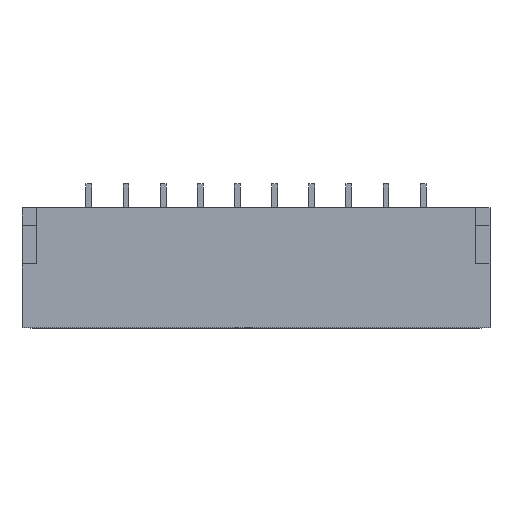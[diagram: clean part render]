
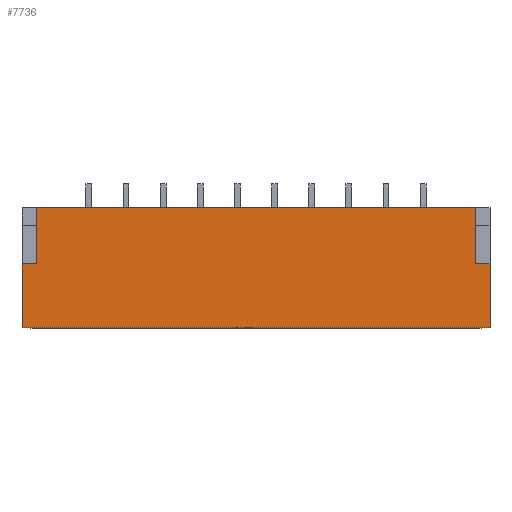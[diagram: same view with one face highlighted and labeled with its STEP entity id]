
A CAD part, top view. The second image highlights one B-rep face of the part: STEP entity #7736.
In plain terms, the highlighted planar face has unit normal (0, 0, 1).
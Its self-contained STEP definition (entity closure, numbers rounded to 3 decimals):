
#355 = PLANE('',#356);
#356 = AXIS2_PLACEMENT_3D('',#357,#358,#359);
#357 = CARTESIAN_POINT('',(-7.875,-2.75,0.15));
#358 = DIRECTION('',(1.,0.,0.));
#359 = DIRECTION('',(0.,1.,0.));
#383 = PLANE('',#384);
#384 = AXIS2_PLACEMENT_3D('',#385,#386,#387);
#385 = CARTESIAN_POINT('',(7.875,1.3,1.1));
#386 = DIRECTION('',(0.,-1.,0.));
#387 = DIRECTION('',(1.,0.,0.));
#411 = PLANE('',#412);
#412 = AXIS2_PLACEMENT_3D('',#413,#414,#415);
#413 = CARTESIAN_POINT('',(7.875,-2.75,0.15));
#414 = DIRECTION('',(1.,0.,0.));
#415 = DIRECTION('',(0.,1.,0.));
#2741 = VERTEX_POINT('',#2742);
#2742 = CARTESIAN_POINT('',(7.875,-0.6,4.4));
#2756 = PLANE('',#2757);
#2757 = AXIS2_PLACEMENT_3D('',#2758,#2759,#2760);
#2758 = CARTESIAN_POINT('',(7.375,-0.6,3.75));
#2759 = DIRECTION('',(0.,-1.,0.));
#2760 = DIRECTION('',(1.,0.,0.));
#2768 = EDGE_CURVE('',#2741,#2769,#2771,.T.);
#2769 = VERTEX_POINT('',#2770);
#2770 = CARTESIAN_POINT('',(7.875,-2.75,4.4));
#2771 = SURFACE_CURVE('',#2772,(#2776,#2783),.PCURVE_S1.);
#2772 = LINE('',#2773,#2774);
#2773 = CARTESIAN_POINT('',(7.875,1.3,4.4));
#2774 = VECTOR('',#2775,1.);
#2775 = DIRECTION('',(0.,-1.,0.));
#2776 = PCURVE('',#411,#2777);
#2777 = DEFINITIONAL_REPRESENTATION('',(#2778),#2782);
#2778 = LINE('',#2779,#2780);
#2779 = CARTESIAN_POINT('',(4.05,4.25));
#2780 = VECTOR('',#2781,1.);
#2781 = DIRECTION('',(-1.,0.));
#2782 = ( GEOMETRIC_REPRESENTATION_CONTEXT(2) 
PARAMETRIC_REPRESENTATION_CONTEXT() REPRESENTATION_CONTEXT('2D SPACE',''
  ) );
#2783 = PCURVE('',#2784,#2789);
#2784 = PLANE('',#2785);
#2785 = AXIS2_PLACEMENT_3D('',#2786,#2787,#2788);
#2786 = CARTESIAN_POINT('',(7.875,1.3,4.4));
#2787 = DIRECTION('',(0.,0.,-1.));
#2788 = DIRECTION('',(0.,1.,0.));
#2789 = DEFINITIONAL_REPRESENTATION('',(#2790),#2794);
#2790 = LINE('',#2791,#2792);
#2791 = CARTESIAN_POINT('',(0.,0.));
#2792 = VECTOR('',#2793,1.);
#2793 = DIRECTION('',(-1.,0.));
#2794 = ( GEOMETRIC_REPRESENTATION_CONTEXT(2) 
PARAMETRIC_REPRESENTATION_CONTEXT() REPRESENTATION_CONTEXT('2D SPACE',''
  ) );
#2812 = PLANE('',#2813);
#2813 = AXIS2_PLACEMENT_3D('',#2814,#2815,#2816);
#2814 = CARTESIAN_POINT('',(7.875,-2.75,4.4));
#2815 = DIRECTION('',(0.,1.,0.));
#2816 = DIRECTION('',(0.,0.,1.));
#5215 = VERTEX_POINT('',#5216);
#5216 = CARTESIAN_POINT('',(-7.375,1.3,4.4));
#5230 = PLANE('',#5231);
#5231 = AXIS2_PLACEMENT_3D('',#5232,#5233,#5234);
#5232 = CARTESIAN_POINT('',(-7.375,1.3,2.15));
#5233 = DIRECTION('',(1.,0.,0.));
#5234 = DIRECTION('',(0.,-1.,0.));
#5242 = EDGE_CURVE('',#5243,#5215,#5245,.T.);
#5243 = VERTEX_POINT('',#5244);
#5244 = CARTESIAN_POINT('',(7.375,1.3,4.4));
#5245 = SURFACE_CURVE('',#5246,(#5250,#5257),.PCURVE_S1.);
#5246 = LINE('',#5247,#5248);
#5247 = CARTESIAN_POINT('',(7.875,1.3,4.4));
#5248 = VECTOR('',#5249,1.);
#5249 = DIRECTION('',(-1.,0.,0.));
#5250 = PCURVE('',#383,#5251);
#5251 = DEFINITIONAL_REPRESENTATION('',(#5252),#5256);
#5252 = LINE('',#5253,#5254);
#5253 = CARTESIAN_POINT('',(0.,3.3));
#5254 = VECTOR('',#5255,1.);
#5255 = DIRECTION('',(-1.,0.));
#5256 = ( GEOMETRIC_REPRESENTATION_CONTEXT(2) 
PARAMETRIC_REPRESENTATION_CONTEXT() REPRESENTATION_CONTEXT('2D SPACE',''
  ) );
#5257 = PCURVE('',#2784,#5258);
#5258 = DEFINITIONAL_REPRESENTATION('',(#5259),#5263);
#5259 = LINE('',#5260,#5261);
#5260 = CARTESIAN_POINT('',(0.,0.));
#5261 = VECTOR('',#5262,1.);
#5262 = DIRECTION('',(0.,-1.));
#5263 = ( GEOMETRIC_REPRESENTATION_CONTEXT(2) 
PARAMETRIC_REPRESENTATION_CONTEXT() REPRESENTATION_CONTEXT('2D SPACE',''
  ) );
#5281 = PLANE('',#5282);
#5282 = AXIS2_PLACEMENT_3D('',#5283,#5284,#5285);
#5283 = CARTESIAN_POINT('',(7.375,1.3,2.15));
#5284 = DIRECTION('',(-1.,0.,0.));
#5285 = DIRECTION('',(0.,-1.,0.));
#5368 = VERTEX_POINT('',#5369);
#5369 = CARTESIAN_POINT('',(-7.875,-0.6,4.4));
#5385 = PLANE('',#5386);
#5386 = AXIS2_PLACEMENT_3D('',#5387,#5388,#5389);
#5387 = CARTESIAN_POINT('',(-7.375,-0.6,3.75));
#5388 = DIRECTION('',(0.,1.,0.));
#5389 = DIRECTION('',(-1.,0.,0.));
#5659 = VERTEX_POINT('',#5660);
#5660 = CARTESIAN_POINT('',(-7.875,-2.75,4.4));
#5681 = EDGE_CURVE('',#5368,#5659,#5682,.T.);
#5682 = SURFACE_CURVE('',#5683,(#5687,#5694),.PCURVE_S1.);
#5683 = LINE('',#5684,#5685);
#5684 = CARTESIAN_POINT('',(-7.875,1.3,4.4));
#5685 = VECTOR('',#5686,1.);
#5686 = DIRECTION('',(0.,-1.,0.));
#5687 = PCURVE('',#355,#5688);
#5688 = DEFINITIONAL_REPRESENTATION('',(#5689),#5693);
#5689 = LINE('',#5690,#5691);
#5690 = CARTESIAN_POINT('',(4.05,4.25));
#5691 = VECTOR('',#5692,1.);
#5692 = DIRECTION('',(-1.,0.));
#5693 = ( GEOMETRIC_REPRESENTATION_CONTEXT(2) 
PARAMETRIC_REPRESENTATION_CONTEXT() REPRESENTATION_CONTEXT('2D SPACE',''
  ) );
#5694 = PCURVE('',#2784,#5695);
#5695 = DEFINITIONAL_REPRESENTATION('',(#5696),#5700);
#5696 = LINE('',#5697,#5698);
#5697 = CARTESIAN_POINT('',(0.,-15.75));
#5698 = VECTOR('',#5699,1.);
#5699 = DIRECTION('',(-1.,0.));
#5700 = ( GEOMETRIC_REPRESENTATION_CONTEXT(2) 
PARAMETRIC_REPRESENTATION_CONTEXT() REPRESENTATION_CONTEXT('2D SPACE',''
  ) );
#6908 = VERTEX_POINT('',#6909);
#6909 = CARTESIAN_POINT('',(7.375,-0.6,4.4));
#6930 = EDGE_CURVE('',#6908,#2741,#6931,.T.);
#6931 = SURFACE_CURVE('',#6932,(#6936,#6943),.PCURVE_S1.);
#6932 = LINE('',#6933,#6934);
#6933 = CARTESIAN_POINT('',(7.375,-0.6,4.4));
#6934 = VECTOR('',#6935,1.);
#6935 = DIRECTION('',(1.,0.,0.));
#6936 = PCURVE('',#2756,#6937);
#6937 = DEFINITIONAL_REPRESENTATION('',(#6938),#6942);
#6938 = LINE('',#6939,#6940);
#6939 = CARTESIAN_POINT('',(0.,0.65));
#6940 = VECTOR('',#6941,1.);
#6941 = DIRECTION('',(1.,0.));
#6942 = ( GEOMETRIC_REPRESENTATION_CONTEXT(2) 
PARAMETRIC_REPRESENTATION_CONTEXT() REPRESENTATION_CONTEXT('2D SPACE',''
  ) );
#6943 = PCURVE('',#2784,#6944);
#6944 = DEFINITIONAL_REPRESENTATION('',(#6945),#6949);
#6945 = LINE('',#6946,#6947);
#6946 = CARTESIAN_POINT('',(-1.9,-0.5));
#6947 = VECTOR('',#6948,1.);
#6948 = DIRECTION('',(0.,1.));
#6949 = ( GEOMETRIC_REPRESENTATION_CONTEXT(2) 
PARAMETRIC_REPRESENTATION_CONTEXT() REPRESENTATION_CONTEXT('2D SPACE',''
  ) );
#7621 = EDGE_CURVE('',#2769,#5659,#7622,.T.);
#7622 = SURFACE_CURVE('',#7623,(#7627,#7634),.PCURVE_S1.);
#7623 = LINE('',#7624,#7625);
#7624 = CARTESIAN_POINT('',(7.875,-2.75,4.4));
#7625 = VECTOR('',#7626,1.);
#7626 = DIRECTION('',(-1.,0.,0.));
#7627 = PCURVE('',#2812,#7628);
#7628 = DEFINITIONAL_REPRESENTATION('',(#7629),#7633);
#7629 = LINE('',#7630,#7631);
#7630 = CARTESIAN_POINT('',(0.,0.));
#7631 = VECTOR('',#7632,1.);
#7632 = DIRECTION('',(0.,-1.));
#7633 = ( GEOMETRIC_REPRESENTATION_CONTEXT(2) 
PARAMETRIC_REPRESENTATION_CONTEXT() REPRESENTATION_CONTEXT('2D SPACE',''
  ) );
#7634 = PCURVE('',#2784,#7635);
#7635 = DEFINITIONAL_REPRESENTATION('',(#7636),#7640);
#7636 = LINE('',#7637,#7638);
#7637 = CARTESIAN_POINT('',(-4.05,0.));
#7638 = VECTOR('',#7639,1.);
#7639 = DIRECTION('',(0.,-1.));
#7640 = ( GEOMETRIC_REPRESENTATION_CONTEXT(2) 
PARAMETRIC_REPRESENTATION_CONTEXT() REPRESENTATION_CONTEXT('2D SPACE',''
  ) );
#7736 = ADVANCED_FACE('',(#7737),#2784,.F.);
#7737 = FACE_BOUND('',#7738,.T.);
#7738 = EDGE_LOOP('',(#7739,#7762,#7763,#7764,#7765,#7766,#7787,#7788));
#7739 = ORIENTED_EDGE('',*,*,#7740,.T.);
#7740 = EDGE_CURVE('',#7741,#5368,#7743,.T.);
#7741 = VERTEX_POINT('',#7742);
#7742 = CARTESIAN_POINT('',(-7.375,-0.6,4.4));
#7743 = SURFACE_CURVE('',#7744,(#7748,#7755),.PCURVE_S1.);
#7744 = LINE('',#7745,#7746);
#7745 = CARTESIAN_POINT('',(-7.375,-0.6,4.4));
#7746 = VECTOR('',#7747,1.);
#7747 = DIRECTION('',(-1.,0.,0.));
#7748 = PCURVE('',#2784,#7749);
#7749 = DEFINITIONAL_REPRESENTATION('',(#7750),#7754);
#7750 = LINE('',#7751,#7752);
#7751 = CARTESIAN_POINT('',(-1.9,-15.25));
#7752 = VECTOR('',#7753,1.);
#7753 = DIRECTION('',(0.,-1.));
#7754 = ( GEOMETRIC_REPRESENTATION_CONTEXT(2) 
PARAMETRIC_REPRESENTATION_CONTEXT() REPRESENTATION_CONTEXT('2D SPACE',''
  ) );
#7755 = PCURVE('',#5385,#7756);
#7756 = DEFINITIONAL_REPRESENTATION('',(#7757),#7761);
#7757 = LINE('',#7758,#7759);
#7758 = CARTESIAN_POINT('',(0.,0.65));
#7759 = VECTOR('',#7760,1.);
#7760 = DIRECTION('',(1.,0.));
#7761 = ( GEOMETRIC_REPRESENTATION_CONTEXT(2) 
PARAMETRIC_REPRESENTATION_CONTEXT() REPRESENTATION_CONTEXT('2D SPACE',''
  ) );
#7762 = ORIENTED_EDGE('',*,*,#5681,.T.);
#7763 = ORIENTED_EDGE('',*,*,#7621,.F.);
#7764 = ORIENTED_EDGE('',*,*,#2768,.F.);
#7765 = ORIENTED_EDGE('',*,*,#6930,.F.);
#7766 = ORIENTED_EDGE('',*,*,#7767,.F.);
#7767 = EDGE_CURVE('',#5243,#6908,#7768,.T.);
#7768 = SURFACE_CURVE('',#7769,(#7773,#7780),.PCURVE_S1.);
#7769 = LINE('',#7770,#7771);
#7770 = CARTESIAN_POINT('',(7.375,-0.6,4.4));
#7771 = VECTOR('',#7772,1.);
#7772 = DIRECTION('',(0.,-1.,0.));
#7773 = PCURVE('',#2784,#7774);
#7774 = DEFINITIONAL_REPRESENTATION('',(#7775),#7779);
#7775 = LINE('',#7776,#7777);
#7776 = CARTESIAN_POINT('',(-1.9,-0.5));
#7777 = VECTOR('',#7778,1.);
#7778 = DIRECTION('',(-1.,0.));
#7779 = ( GEOMETRIC_REPRESENTATION_CONTEXT(2) 
PARAMETRIC_REPRESENTATION_CONTEXT() REPRESENTATION_CONTEXT('2D SPACE',''
  ) );
#7780 = PCURVE('',#5281,#7781);
#7781 = DEFINITIONAL_REPRESENTATION('',(#7782),#7786);
#7782 = LINE('',#7783,#7784);
#7783 = CARTESIAN_POINT('',(1.9,2.25));
#7784 = VECTOR('',#7785,1.);
#7785 = DIRECTION('',(1.,0.));
#7786 = ( GEOMETRIC_REPRESENTATION_CONTEXT(2) 
PARAMETRIC_REPRESENTATION_CONTEXT() REPRESENTATION_CONTEXT('2D SPACE',''
  ) );
#7787 = ORIENTED_EDGE('',*,*,#5242,.T.);
#7788 = ORIENTED_EDGE('',*,*,#7789,.T.);
#7789 = EDGE_CURVE('',#5215,#7741,#7790,.T.);
#7790 = SURFACE_CURVE('',#7791,(#7795,#7802),.PCURVE_S1.);
#7791 = LINE('',#7792,#7793);
#7792 = CARTESIAN_POINT('',(-7.375,-0.6,4.4));
#7793 = VECTOR('',#7794,1.);
#7794 = DIRECTION('',(0.,-1.,0.));
#7795 = PCURVE('',#2784,#7796);
#7796 = DEFINITIONAL_REPRESENTATION('',(#7797),#7801);
#7797 = LINE('',#7798,#7799);
#7798 = CARTESIAN_POINT('',(-1.9,-15.25));
#7799 = VECTOR('',#7800,1.);
#7800 = DIRECTION('',(-1.,0.));
#7801 = ( GEOMETRIC_REPRESENTATION_CONTEXT(2) 
PARAMETRIC_REPRESENTATION_CONTEXT() REPRESENTATION_CONTEXT('2D SPACE',''
  ) );
#7802 = PCURVE('',#5230,#7803);
#7803 = DEFINITIONAL_REPRESENTATION('',(#7804),#7808);
#7804 = LINE('',#7805,#7806);
#7805 = CARTESIAN_POINT('',(1.9,-2.25));
#7806 = VECTOR('',#7807,1.);
#7807 = DIRECTION('',(1.,0.));
#7808 = ( GEOMETRIC_REPRESENTATION_CONTEXT(2) 
PARAMETRIC_REPRESENTATION_CONTEXT() REPRESENTATION_CONTEXT('2D SPACE',''
  ) );
